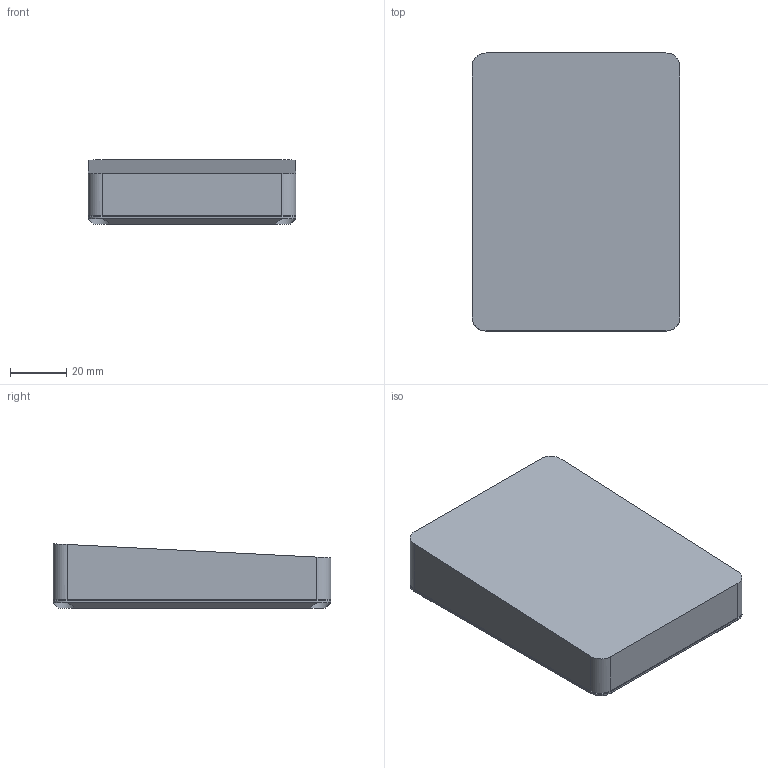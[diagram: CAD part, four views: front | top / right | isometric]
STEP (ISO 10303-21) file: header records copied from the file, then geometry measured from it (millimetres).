
FILE_DESCRIPTION(/* description */ (''),/* implementation_level */ '2;1');
FILE_NAME(/* name */ 'MacroPad V2 v5.step',/* time_stamp */ '2021-03-07T21:58:48-06:00',/* author */ (''),/* organization */ (''),/* preprocessor_version */ 'ST-DEVELOPER v18.1',/* originating_system */ 'Autodesk Translation Framework v9.7.1.1290',/* authorisation */ '');
FILE_SCHEMA (('AUTOMOTIVE_DESIGN { 1 0 10303 214 3 1 1 }'));
Length unit declared in the file: millimetre
Products named in the file (1): MacroPad V2
Bounding box: 74.2 x 99.2 x 23 mm (x, y, z)
Volume: 39668.6 mm3; surface area: 39604.3 mm2
Topology: 2 solids, 2 shells, 188 faces, 489 edges, 316 vertices
Faces by surface type: plane 146, cylinder 30, cone 12
Full cylindrical faces by diameter (mm): 3.1 x4, 3.5 x4, 5.5 x4, 7.5 x1, 11.5 x1
Entity records: 5829 total; most frequent: CARTESIAN_POINT 1034, ORIENTED_EDGE 978, DIRECTION 955, EDGE_CURVE 489, LINE 385, VECTOR 385, VERTEX_POINT 316, AXIS2_PLACEMENT_3D 285
